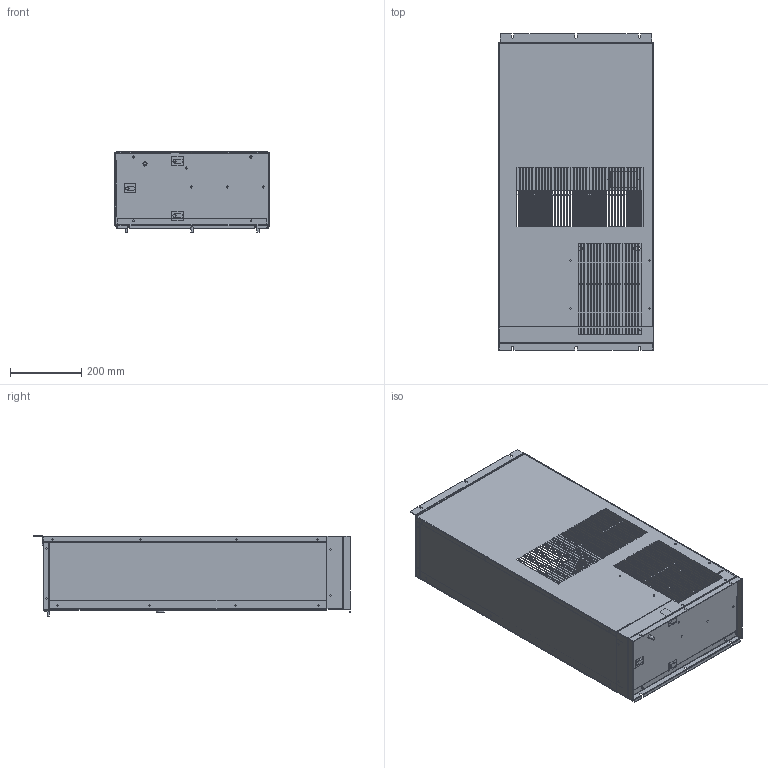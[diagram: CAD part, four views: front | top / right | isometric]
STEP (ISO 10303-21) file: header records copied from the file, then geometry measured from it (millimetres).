
FILE_DESCRIPTION((''),'2;1');
FILE_NAME('STEP-KA4C5DP33L.stp', '2011-08-08T14:19:09',('User'),('SDRC'),'I-DEAS Master Series','UNIX','Yes');
FILE_SCHEMA(('CONFIG_CONTROL_DESIGN', 'GEOMETRIC_VALIDATION_PROPERTIES_MIM','SHAPE_APPEARANCE_LAYER_MIM'));
Length unit declared in the file: inch
Bounding box: 433.65 x 885.64 x 226.44 mm (x, y, z)
Volume: 1917423 mm3; surface area: 2974015.3 mm2
Topology: 69 solids, 69 shells, 1978 faces, 5353 edges, 3501 vertices
Faces by surface type: bspline 1978
Entity records: 65918 total; most frequent: CARTESIAN_POINT 28395, ORIENTED_EDGE 10704, EDGE_CURVE 5352, OVER_RIDING_STYLED_ITEM 4552, QUASI_UNIFORM_CURVE 3788, VERTEX_POINT 3501, EDGE_LOOP 2639, FACE_OUTER_BOUND 1978
